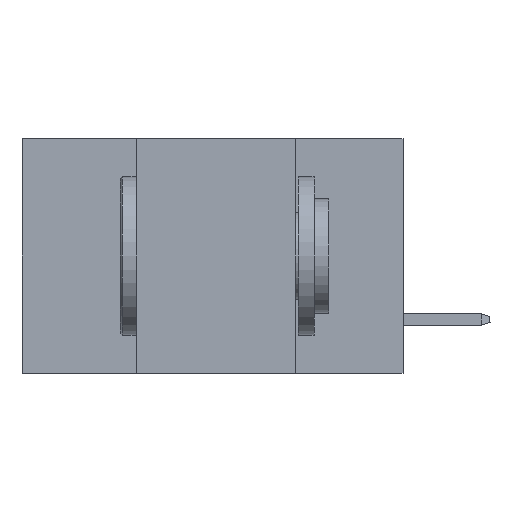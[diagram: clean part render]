
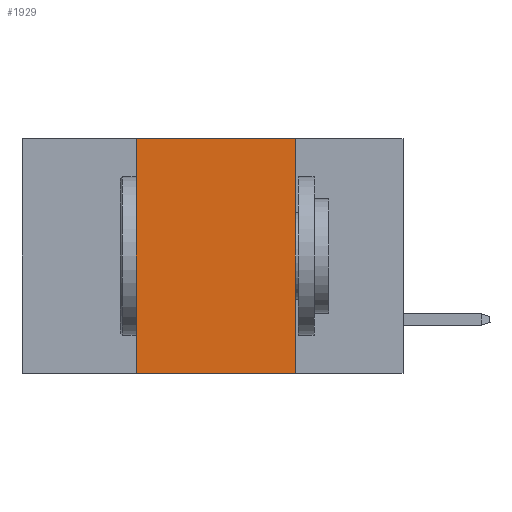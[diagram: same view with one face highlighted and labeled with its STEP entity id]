
A CAD part, left-side view. The second image highlights one B-rep face of the part: STEP entity #1929.
In plain terms, the highlighted planar face has unit normal (-1, 0, 0).
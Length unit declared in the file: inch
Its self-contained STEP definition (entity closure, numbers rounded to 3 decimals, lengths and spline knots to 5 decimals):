
#1438 = CARTESIAN_POINT ( 'NONE',  ( 0., 0.42, -0.37 ) ) ;
#1929 = ADVANCED_FACE ( 'NONE', ( #15713 ), #19065, .F. ) ;
#2244 = LINE ( 'NONE', #36228, #31912 ) ;
#3073 = DIRECTION ( 'NONE',  ( 0., -1., 0. ) ) ;
#3321 = EDGE_CURVE ( 'NONE', #5917, #39922, #12314, .T. ) ;
#4263 = VECTOR ( 'NONE', #29479, 39.37008 ) ;
#4342 = VECTOR ( 'NONE', #24894, 39.37008 ) ;
#5240 = DIRECTION ( 'NONE',  ( 1., 0., 0. ) ) ;
#5917 = VERTEX_POINT ( 'NONE', #1438 ) ;
#5982 = LINE ( 'NONE', #15812, #4263 ) ;
#5997 = AXIS2_PLACEMENT_3D ( 'NONE', #11923, #5240, #8573 ) ;
#7951 = ORIENTED_EDGE ( 'NONE', *, *, #3321, .F. ) ;
#8573 = DIRECTION ( 'NONE',  ( 0., 0., -1. ) ) ;
#9371 = EDGE_CURVE ( 'NONE', #39922, #21507, #2244, .T. ) ;
#9415 = ORIENTED_EDGE ( 'NONE', *, *, #9371, .F. ) ;
#11390 = EDGE_CURVE ( 'NONE', #5917, #40257, #33047, .T. ) ;
#11923 = CARTESIAN_POINT ( 'NONE',  ( 0., 0.6, 0. ) ) ;
#12314 = LINE ( 'NONE', #25957, #4342 ) ;
#14691 = ORIENTED_EDGE ( 'NONE', *, *, #24851, .F. ) ;
#14823 = VECTOR ( 'NONE', #3073, 39.37008 ) ;
#15623 = CARTESIAN_POINT ( 'NONE',  ( 0., 0.17, 0. ) ) ;
#15713 = FACE_OUTER_BOUND ( 'NONE', #39841, .T. ) ;
#15812 = CARTESIAN_POINT ( 'NONE',  ( 0., 0.17, 0. ) ) ;
#19065 = PLANE ( 'NONE',  #5997 ) ;
#19441 = DIRECTION ( 'NONE',  ( 0., -1., 0. ) ) ;
#19608 = CARTESIAN_POINT ( 'NONE',  ( 0., 0.6, -0.37 ) ) ;
#21507 = VERTEX_POINT ( 'NONE', #15623 ) ;
#23807 = CARTESIAN_POINT ( 'NONE',  ( 0., 0.17, -0.37 ) ) ;
#24851 = EDGE_CURVE ( 'NONE', #21507, #40257, #5982, .T. ) ;
#24894 = DIRECTION ( 'NONE',  ( 0., 0., 1. ) ) ;
#25957 = CARTESIAN_POINT ( 'NONE',  ( 0., 0.42, 0. ) ) ;
#29479 = DIRECTION ( 'NONE',  ( 0., 0., -1. ) ) ;
#31912 = VECTOR ( 'NONE', #19441, 39.37008 ) ;
#33047 = LINE ( 'NONE', #19608, #14823 ) ;
#35460 = CARTESIAN_POINT ( 'NONE',  ( 0., 0.42, 0. ) ) ;
#36228 = CARTESIAN_POINT ( 'NONE',  ( 0., 0.6, 0. ) ) ;
#39841 = EDGE_LOOP ( 'NONE', ( #14691, #9415, #7951, #40205 ) ) ;
#39922 = VERTEX_POINT ( 'NONE', #35460 ) ;
#40205 = ORIENTED_EDGE ( 'NONE', *, *, #11390, .T. ) ;
#40257 = VERTEX_POINT ( 'NONE', #23807 ) ;
